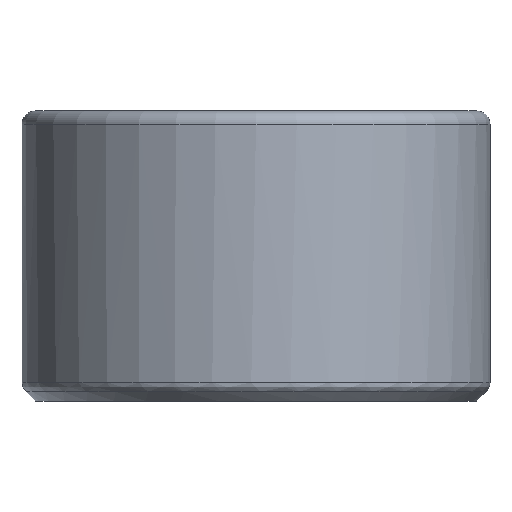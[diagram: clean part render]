
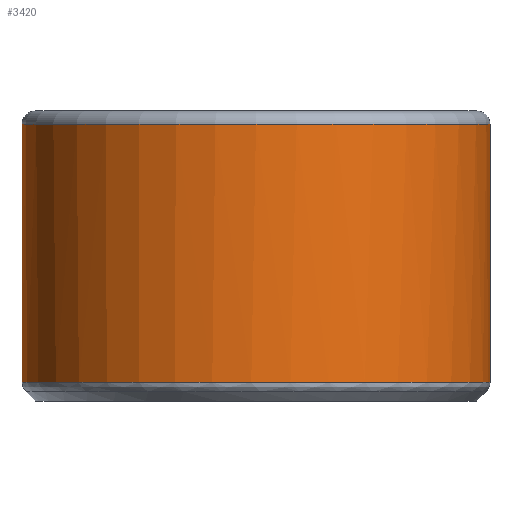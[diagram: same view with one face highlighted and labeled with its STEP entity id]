
A CAD part, front view. The second image highlights one B-rep face of the part: STEP entity #3420.
In plain terms, the highlighted cylindrical face has radius 17.75 mm (diameter 35.5 mm), a full revolution.
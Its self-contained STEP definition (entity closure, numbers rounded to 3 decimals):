
#484 = ( BOUNDED_SURFACE() B_SPLINE_SURFACE(2,14,(
    (#485,#486,#487,#488,#489,#490,#491,#492,#493,#494,#495,#496,#497
      ,#498,#499)
    ,(#500,#501,#502,#503,#504,#505,#506,#507,#508,#509,#510,#511,#512
      ,#513,#514)
    ,(#515,#516,#517,#518,#519,#520,#521,#522,#523,#524,#525,#526,#527
      ,#528,#529
)),.UNSPECIFIED.,.F.,.T.,.F.) B_SPLINE_SURFACE_WITH_KNOTS((3,3),(15,15),
  (0.,111.527),(0.,111.527),
.PIECEWISE_BEZIER_KNOTS.) GEOMETRIC_REPRESENTATION_ITEM() 
RATIONAL_B_SPLINE_SURFACE((
    (1.,1.,1.,1.,1.,1.
      ,1.,1.,1.,1.
      ,1.,1.,1.,1.,1.)
    ,(0.924,0.924,0.924,0.924
      ,0.924,0.924,0.924,0.924
      ,0.924,0.924,0.924,0.924
      ,0.924,0.924,0.924)
    ,(1.,1.,1.,1.,1.,1.
      ,1.,1.,1.,1.
      ,1.,1.,1.,1.,1.
))) REPRESENTATION_ITEM('') SURFACE() );
#485 = CARTESIAN_POINT('',(17.75,0.,1.414));
#486 = CARTESIAN_POINT('',(17.75,7.851,1.414
    ));
#487 = CARTESIAN_POINT('',(14.011,15.869,
    1.414));
#488 = CARTESIAN_POINT('',(6.269,21.964,1.414
    ));
#489 = CARTESIAN_POINT('',(-4.29,23.968,
    1.414));
#490 = CARTESIAN_POINT('',(-15.228,20.002,
    1.414));
#491 = CARTESIAN_POINT('',(-22.565,12.148,
    1.414));
#492 = CARTESIAN_POINT('',(-27.207,0.,
    1.414));
#493 = CARTESIAN_POINT('',(-22.565,-12.148,
    1.414));
#494 = CARTESIAN_POINT('',(-15.228,-20.002,1.414
    ));
#495 = CARTESIAN_POINT('',(-4.29,-23.968,
    1.414));
#496 = CARTESIAN_POINT('',(6.269,-21.964,1.414)
  );
#497 = CARTESIAN_POINT('',(14.011,-15.869,
    1.414));
#498 = CARTESIAN_POINT('',(17.75,-7.851,
    1.414));
#499 = CARTESIAN_POINT('',(17.75,0.,1.414));
#500 = CARTESIAN_POINT('',(17.75,0.,1.));
#501 = CARTESIAN_POINT('',(17.75,7.851,1.));
#502 = CARTESIAN_POINT('',(14.011,15.869,1.));
#503 = CARTESIAN_POINT('',(6.269,21.964,1.));
#504 = CARTESIAN_POINT('',(-4.29,23.968,1.
    ));
#505 = CARTESIAN_POINT('',(-15.228,20.002,
    1.));
#506 = CARTESIAN_POINT('',(-22.565,12.148,
    1.));
#507 = CARTESIAN_POINT('',(-27.207,0.,
    1.));
#508 = CARTESIAN_POINT('',(-22.565,-12.148,
    1.));
#509 = CARTESIAN_POINT('',(-15.228,-20.002,1.));
#510 = CARTESIAN_POINT('',(-4.29,-23.968,1.));
#511 = CARTESIAN_POINT('',(6.269,-21.964,1.));
#512 = CARTESIAN_POINT('',(14.011,-15.869,1.));
#513 = CARTESIAN_POINT('',(17.75,-7.851,1.));
#514 = CARTESIAN_POINT('',(17.75,0.,1.));
#515 = CARTESIAN_POINT('',(17.457,0.,0.707));
#516 = CARTESIAN_POINT('',(17.457,7.721,0.707)
  );
#517 = CARTESIAN_POINT('',(13.78,15.607,
    0.707));
#518 = CARTESIAN_POINT('',(6.166,21.602,0.707
    ));
#519 = CARTESIAN_POINT('',(-4.219,23.573,
    0.707));
#520 = CARTESIAN_POINT('',(-14.976,19.672,
    0.707));
#521 = CARTESIAN_POINT('',(-22.193,11.948,0.707
    ));
#522 = CARTESIAN_POINT('',(-26.758,0.,
    0.707));
#523 = CARTESIAN_POINT('',(-22.193,-11.948,
    0.707));
#524 = CARTESIAN_POINT('',(-14.976,-19.672,
    0.707));
#525 = CARTESIAN_POINT('',(-4.219,-23.573,
    0.707));
#526 = CARTESIAN_POINT('',(6.166,-21.602,0.707
    ));
#527 = CARTESIAN_POINT('',(13.78,-15.607,
    0.707));
#528 = CARTESIAN_POINT('',(17.457,-7.721,
    0.707));
#529 = CARTESIAN_POINT('',(17.457,0.,
    0.707));
#1873 = VERTEX_POINT('',#1874);
#1874 = CARTESIAN_POINT('',(17.75,0.,1.414));
#1895 = EDGE_CURVE('',#1873,#1873,#1896,.T.);
#1896 = SURFACE_CURVE('',#1897,(#1913,#1920),.PCURVE_S1.);
#1897 = ( BOUNDED_CURVE() B_SPLINE_CURVE(14,(#1898,#1899,#1900,#1901,
    #1902,#1903,#1904,#1905,#1906,#1907,#1908,#1909,#1910,#1911,#1912),
.UNSPECIFIED.,.T.,.F.) B_SPLINE_CURVE_WITH_KNOTS((15,15),(
0.,111.527),.PIECEWISE_BEZIER_KNOTS.) CURVE() 
GEOMETRIC_REPRESENTATION_ITEM() RATIONAL_B_SPLINE_CURVE((1.,1.,
    1.,1.,1.,1.,
    1.,1.,1.,1.,
    1.,1.,1.,1.,1.)) 
REPRESENTATION_ITEM('') );
#1898 = CARTESIAN_POINT('',(17.75,0.,1.414));
#1899 = CARTESIAN_POINT('',(17.75,7.851,
    1.414));
#1900 = CARTESIAN_POINT('',(14.011,15.869,
    1.414));
#1901 = CARTESIAN_POINT('',(6.269,21.964,
    1.414));
#1902 = CARTESIAN_POINT('',(-4.29,23.968,
    1.414));
#1903 = CARTESIAN_POINT('',(-15.228,20.002,
    1.414));
#1904 = CARTESIAN_POINT('',(-22.565,12.148,
    1.414));
#1905 = CARTESIAN_POINT('',(-27.207,0.,
    1.414));
#1906 = CARTESIAN_POINT('',(-22.565,-12.148,
    1.414));
#1907 = CARTESIAN_POINT('',(-15.228,-20.002,
    1.414));
#1908 = CARTESIAN_POINT('',(-4.29,-23.968,
    1.414));
#1909 = CARTESIAN_POINT('',(6.269,-21.964,1.414
    ));
#1910 = CARTESIAN_POINT('',(14.011,-15.869,
    1.414));
#1911 = CARTESIAN_POINT('',(17.75,-7.851,
    1.414));
#1912 = CARTESIAN_POINT('',(17.75,0.,1.414));
#1913 = PCURVE('',#484,#1914);
#1914 = DEFINITIONAL_REPRESENTATION('',(#1915),#1919);
#1915 = LINE('',#1916,#1917);
#1916 = CARTESIAN_POINT('',(0.,0.));
#1917 = VECTOR('',#1918,1.);
#1918 = DIRECTION('',(0.,1.));
#1919 = ( GEOMETRIC_REPRESENTATION_CONTEXT(2) 
PARAMETRIC_REPRESENTATION_CONTEXT() REPRESENTATION_CONTEXT('2D SPACE',''
  ) );
#1920 = PCURVE('',#1921,#1926);
#1921 = CYLINDRICAL_SURFACE('',#1922,17.75);
#1922 = AXIS2_PLACEMENT_3D('',#1923,#1924,#1925);
#1923 = CARTESIAN_POINT('',(0.,0.,0.));
#1924 = DIRECTION('',(-0.,-0.,-1.));
#1925 = DIRECTION('',(1.,0.,0.));
#1926 = DEFINITIONAL_REPRESENTATION('',(#1927),#1948);
#1927 = B_SPLINE_CURVE_WITH_KNOTS('',10,(#1928,#1929,#1930,#1931,#1932,
    #1933,#1934,#1935,#1936,#1937,#1938,#1939,#1940,#1941,#1942,#1943,
    #1944,#1945,#1946,#1947),.UNSPECIFIED.,.F.,.F.,(11,9,11),(
    0.,55.763,111.527),.UNSPECIFIED.);
#1928 = CARTESIAN_POINT('',(0.,-1.414));
#1929 = CARTESIAN_POINT('',(-0.31,-1.414));
#1930 = CARTESIAN_POINT('',(-0.624,-1.414));
#1931 = CARTESIAN_POINT('',(-0.94,-1.414));
#1932 = CARTESIAN_POINT('',(-1.256,-1.414));
#1933 = CARTESIAN_POINT('',(-1.57,-1.414));
#1934 = CARTESIAN_POINT('',(-1.885,-1.414));
#1935 = CARTESIAN_POINT('',(-2.199,-1.414));
#1936 = CARTESIAN_POINT('',(-2.513,-1.414));
#1937 = CARTESIAN_POINT('',(-2.827,-1.414));
#1938 = CARTESIAN_POINT('',(-3.456,-1.414));
#1939 = CARTESIAN_POINT('',(-3.77,-1.414));
#1940 = CARTESIAN_POINT('',(-4.084,-1.414));
#1941 = CARTESIAN_POINT('',(-4.398,-1.414));
#1942 = CARTESIAN_POINT('',(-4.713,-1.414));
#1943 = CARTESIAN_POINT('',(-5.027,-1.414));
#1944 = CARTESIAN_POINT('',(-5.343,-1.414));
#1945 = CARTESIAN_POINT('',(-5.659,-1.414));
#1946 = CARTESIAN_POINT('',(-5.974,-1.414));
#1947 = CARTESIAN_POINT('',(-6.283,-1.414));
#1948 = ( GEOMETRIC_REPRESENTATION_CONTEXT(2) 
PARAMETRIC_REPRESENTATION_CONTEXT() REPRESENTATION_CONTEXT('2D SPACE',''
  ) );
#3420 = ADVANCED_FACE('',(#3421),#1921,.T.);
#3421 = FACE_BOUND('',#3422,.F.);
#3422 = EDGE_LOOP('',(#3423,#3446,#3473,#3474));
#3423 = ORIENTED_EDGE('',*,*,#3424,.T.);
#3424 = EDGE_CURVE('',#1873,#3425,#3427,.T.);
#3425 = VERTEX_POINT('',#3426);
#3426 = CARTESIAN_POINT('',(17.75,0.,21.));
#3427 = SEAM_CURVE('',#3428,(#3432,#3439),.PCURVE_S1.);
#3428 = LINE('',#3429,#3430);
#3429 = CARTESIAN_POINT('',(17.75,0.,0.));
#3430 = VECTOR('',#3431,1.);
#3431 = DIRECTION('',(0.,0.,1.));
#3432 = PCURVE('',#1921,#3433);
#3433 = DEFINITIONAL_REPRESENTATION('',(#3434),#3438);
#3434 = LINE('',#3435,#3436);
#3435 = CARTESIAN_POINT('',(-0.,0.));
#3436 = VECTOR('',#3437,1.);
#3437 = DIRECTION('',(-0.,-1.));
#3438 = ( GEOMETRIC_REPRESENTATION_CONTEXT(2) 
PARAMETRIC_REPRESENTATION_CONTEXT() REPRESENTATION_CONTEXT('2D SPACE',''
  ) );
#3439 = PCURVE('',#1921,#3440);
#3440 = DEFINITIONAL_REPRESENTATION('',(#3441),#3445);
#3441 = LINE('',#3442,#3443);
#3442 = CARTESIAN_POINT('',(-6.283,0.));
#3443 = VECTOR('',#3444,1.);
#3444 = DIRECTION('',(-0.,-1.));
#3445 = ( GEOMETRIC_REPRESENTATION_CONTEXT(2) 
PARAMETRIC_REPRESENTATION_CONTEXT() REPRESENTATION_CONTEXT('2D SPACE',''
  ) );
#3446 = ORIENTED_EDGE('',*,*,#3447,.T.);
#3447 = EDGE_CURVE('',#3425,#3425,#3448,.T.);
#3448 = SURFACE_CURVE('',#3449,(#3454,#3461),.PCURVE_S1.);
#3449 = CIRCLE('',#3450,17.75);
#3450 = AXIS2_PLACEMENT_3D('',#3451,#3452,#3453);
#3451 = CARTESIAN_POINT('',(0.,0.,21.));
#3452 = DIRECTION('',(0.,0.,1.));
#3453 = DIRECTION('',(1.,0.,-0.));
#3454 = PCURVE('',#1921,#3455);
#3455 = DEFINITIONAL_REPRESENTATION('',(#3456),#3460);
#3456 = LINE('',#3457,#3458);
#3457 = CARTESIAN_POINT('',(-0.,-21.));
#3458 = VECTOR('',#3459,1.);
#3459 = DIRECTION('',(-1.,0.));
#3460 = ( GEOMETRIC_REPRESENTATION_CONTEXT(2) 
PARAMETRIC_REPRESENTATION_CONTEXT() REPRESENTATION_CONTEXT('2D SPACE',''
  ) );
#3461 = PCURVE('',#3462,#3467);
#3462 = TOROIDAL_SURFACE('',#3463,16.75,1.);
#3463 = AXIS2_PLACEMENT_3D('',#3464,#3465,#3466);
#3464 = CARTESIAN_POINT('',(0.,0.,21.));
#3465 = DIRECTION('',(0.,0.,1.));
#3466 = DIRECTION('',(1.,0.,-0.));
#3467 = DEFINITIONAL_REPRESENTATION('',(#3468),#3472);
#3468 = LINE('',#3469,#3470);
#3469 = CARTESIAN_POINT('',(0.,0.));
#3470 = VECTOR('',#3471,1.);
#3471 = DIRECTION('',(1.,0.));
#3472 = ( GEOMETRIC_REPRESENTATION_CONTEXT(2) 
PARAMETRIC_REPRESENTATION_CONTEXT() REPRESENTATION_CONTEXT('2D SPACE',''
  ) );
#3473 = ORIENTED_EDGE('',*,*,#3424,.F.);
#3474 = ORIENTED_EDGE('',*,*,#1895,.F.);
